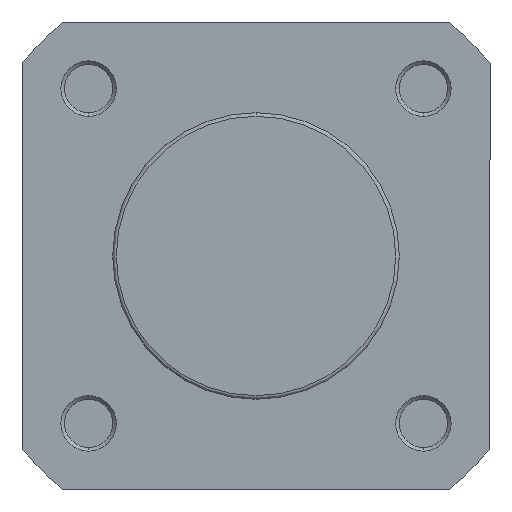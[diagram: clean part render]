
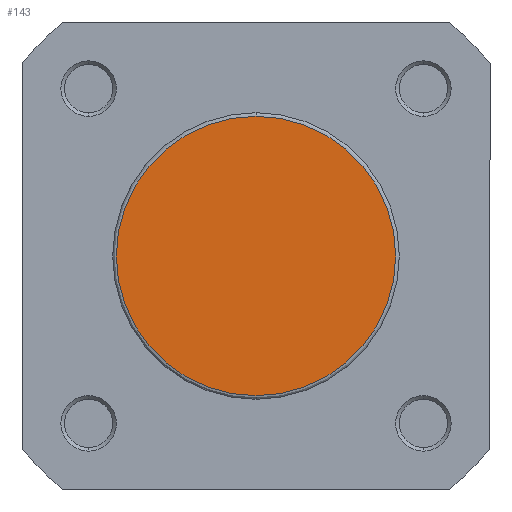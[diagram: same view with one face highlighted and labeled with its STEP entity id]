
A CAD part, left-side view. The second image highlights one B-rep face of the part: STEP entity #143.
In plain terms, the highlighted planar face has unit normal (-1, 0, 0).
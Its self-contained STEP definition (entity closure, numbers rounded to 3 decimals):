
#143 = ADVANCED_FACE ( 'NONE', ( #3637 ), #2844, .F. ) ;
#319 = EDGE_LOOP ( 'NONE', ( #3102, #3101 ) ) ;
#381 = CIRCLE ( 'NONE', #4489, 19.4 ) ;
#858 = CARTESIAN_POINT ( 'NONE',  ( 0., 0., 19.4 ) ) ;
#862 = CARTESIAN_POINT ( 'NONE',  ( 0., 0., -19.4 ) ) ;
#1561 = CARTESIAN_POINT ( 'NONE',  ( 0., 0., 0. ) ) ;
#1569 = DIRECTION ( 'NONE',  ( -1., 0., 0. ) ) ;
#1570 = DIRECTION ( 'NONE',  ( 0., 0., -1. ) ) ;
#1721 = CARTESIAN_POINT ( 'NONE',  ( 0., 0., 0. ) ) ;
#1729 = DIRECTION ( 'NONE',  ( -1., 0., 0. ) ) ;
#1730 = DIRECTION ( 'NONE',  ( 0., 0., -1. ) ) ;
#2101 = VERTEX_POINT ( 'NONE', #858 ) ;
#2105 = VERTEX_POINT ( 'NONE', #862 ) ;
#2843 = CARTESIAN_POINT ( 'NONE',  ( 0., 19.9, 0. ) ) ;
#2844 = PLANE ( 'NONE',  #4288 ) ;
#2846 = DIRECTION ( 'NONE',  ( 1., 0., 0. ) ) ;
#2847 = DIRECTION ( 'NONE',  ( 0., 0., -1. ) ) ;
#3101 = ORIENTED_EDGE ( 'NONE', *, *, #5244, .T. ) ;
#3102 = ORIENTED_EDGE ( 'NONE', *, *, #5311, .T. ) ;
#3637 = FACE_OUTER_BOUND ( 'NONE', #319, .T. ) ;
#4070 = CIRCLE ( 'NONE', #4456, 19.4 ) ;
#4288 = AXIS2_PLACEMENT_3D ( 'NONE', #2843, #2846, #2847 ) ;
#4456 = AXIS2_PLACEMENT_3D ( 'NONE', #1561, #1569, #1570 ) ;
#4489 = AXIS2_PLACEMENT_3D ( 'NONE', #1721, #1729, #1730 ) ;
#5244 = EDGE_CURVE ( 'NONE', #2101, #2105, #4070, .T. ) ;
#5311 = EDGE_CURVE ( 'NONE', #2105, #2101, #381, .T. ) ;
